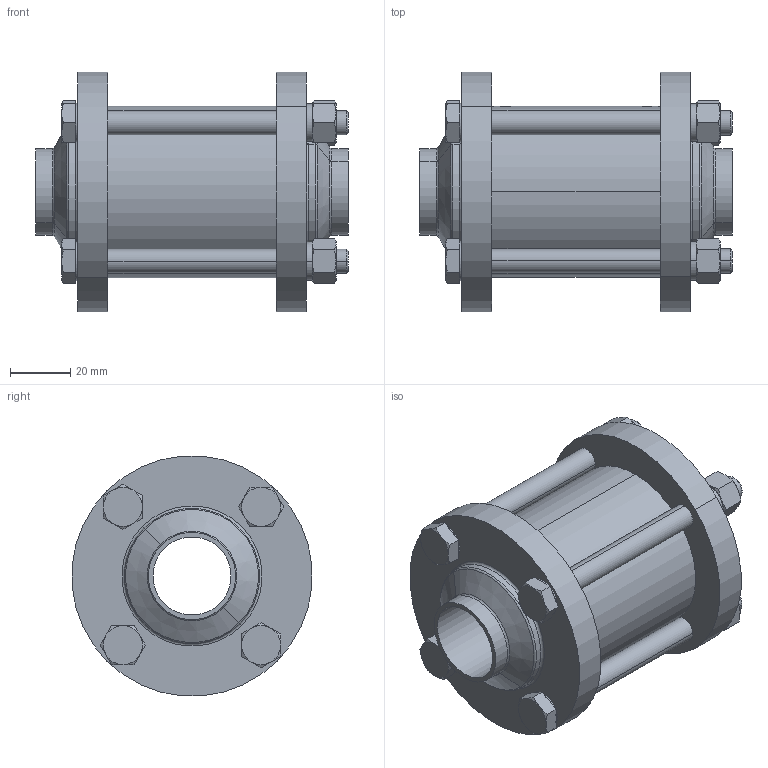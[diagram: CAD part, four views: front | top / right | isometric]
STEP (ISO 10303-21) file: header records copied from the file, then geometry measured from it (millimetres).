
FILE_DESCRIPTION (( 'STEP AP214' ), '1' );
FILE_NAME ('5093.025.000-xxx.STEP', '2010-02-24T10:54:39', ( 'Install' ), ( '' ), 'SwSTEP 2.0', 'SolidWorks 2009', '' );
FILE_SCHEMA (( 'AUTOMOTIVE_DESIGN' ));
Length unit declared in the file: millimetre
Products named in the file (1): 5093.025.000-xxx
Bounding box: 104 x 79.7 x 79.7 mm (x, y, z)
Volume: 193349.7 mm3; surface area: 59060.2 mm2
Topology: 5 solids, 5 shells, 392 faces, 872 edges, 512 vertices
Faces by surface type: plane 140, cone 124, cylinder 92, torus 36
Entity records: 13570 total; most frequent: CARTESIAN_POINT 2861, DIRECTION 1910, ORIENTED_EDGE 1744, EDGE_CURVE 872, AXIS2_PLACEMENT_3D 813, VERTEX_POINT 512, EDGE_LOOP 432, CIRCLE 420
